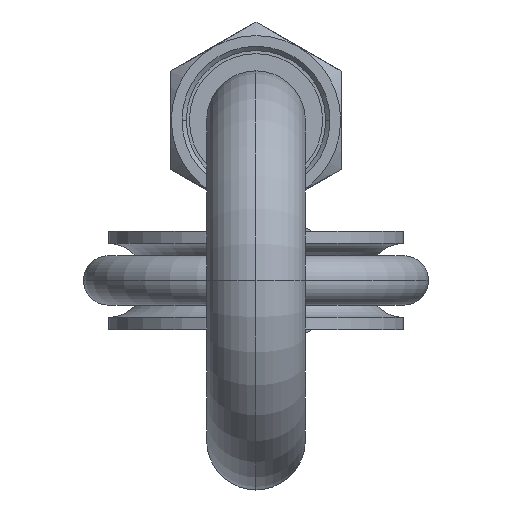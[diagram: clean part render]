
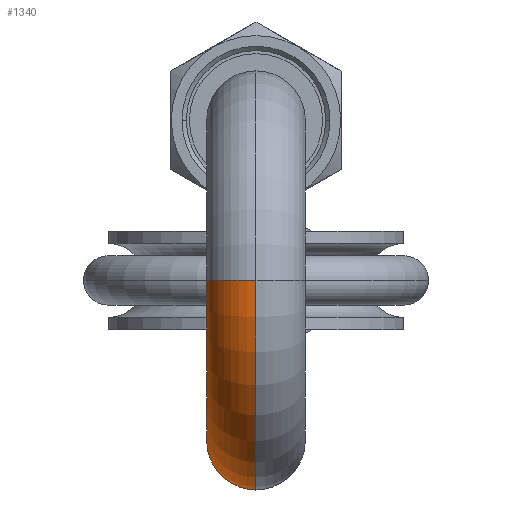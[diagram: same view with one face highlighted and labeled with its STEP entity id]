
A CAD part, left-side view. The second image highlights one B-rep face of the part: STEP entity #1340.
In plain terms, the highlighted toroidal (fillet/blend) face has major radius 13 mm and minor radius 4 mm.
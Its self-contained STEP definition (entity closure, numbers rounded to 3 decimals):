
#16 = EDGE_CURVE ( 'NONE', #3956, #1032, #1587, .T. ) ;
#217 = VERTEX_POINT ( 'NONE', #4005 ) ;
#248 = ORIENTED_EDGE ( 'NONE', *, *, #1728, .T. ) ;
#329 = TOROIDAL_SURFACE ( 'NONE', #1044, 13., 4. ) ;
#696 = VERTEX_POINT ( 'NONE', #1986 ) ;
#708 = CARTESIAN_POINT ( 'NONE',  ( -21., 0., 0. ) ) ;
#1030 = DIRECTION ( 'NONE',  ( 0., 0., -1. ) ) ;
#1032 = VERTEX_POINT ( 'NONE', #2242 ) ;
#1044 = AXIS2_PLACEMENT_3D ( 'NONE', #708, #1030, #4003 ) ;
#1196 = DIRECTION ( 'NONE',  ( -1., 0., 0. ) ) ;
#1236 = AXIS2_PLACEMENT_3D ( 'NONE', #3930, #4261, #2611 ) ;
#1295 = DIRECTION ( 'NONE',  ( 0., 0., -1. ) ) ;
#1340 = ADVANCED_FACE ( 'NONE', ( #1529 ), #329, .T. ) ;
#1506 = AXIS2_PLACEMENT_3D ( 'NONE', #1856, #2862, #2551 ) ;
#1529 = FACE_OUTER_BOUND ( 'NONE', #3806, .T. ) ;
#1587 = CIRCLE ( 'NONE', #1506, 4. ) ;
#1624 = EDGE_CURVE ( 'NONE', #1032, #696, #2848, .T. ) ;
#1728 = EDGE_CURVE ( 'NONE', #696, #217, #4248, .T. ) ;
#1856 = CARTESIAN_POINT ( 'NONE',  ( -21., -13., 0. ) ) ;
#1917 = ORIENTED_EDGE ( 'NONE', *, *, #16, .T. ) ;
#1986 = CARTESIAN_POINT ( 'NONE',  ( -38., 0., 0. ) ) ;
#2242 = CARTESIAN_POINT ( 'NONE',  ( -21., -17., 0. ) ) ;
#2551 = DIRECTION ( 'NONE',  ( 0., 0., -1. ) ) ;
#2558 = ORIENTED_EDGE ( 'NONE', *, *, #3682, .F. ) ;
#2569 = ORIENTED_EDGE ( 'NONE', *, *, #1624, .T. ) ;
#2611 = DIRECTION ( 'NONE',  ( -1., 0., 0. ) ) ;
#2613 = AXIS2_PLACEMENT_3D ( 'NONE', #2938, #2967, #1295 ) ;
#2735 = CARTESIAN_POINT ( 'NONE',  ( -21., -9., 0. ) ) ;
#2754 = AXIS2_PLACEMENT_3D ( 'NONE', #3775, #3804, #1196 ) ;
#2848 = CIRCLE ( 'NONE', #2754, 17. ) ;
#2862 = DIRECTION ( 'NONE',  ( -1., 0., 0. ) ) ;
#2938 = CARTESIAN_POINT ( 'NONE',  ( -34., 0., 0. ) ) ;
#2967 = DIRECTION ( 'NONE',  ( 0., -1., 0. ) ) ;
#3565 = CIRCLE ( 'NONE', #1236, 9. ) ;
#3682 = EDGE_CURVE ( 'NONE', #3956, #217, #3565, .T. ) ;
#3775 = CARTESIAN_POINT ( 'NONE',  ( -21., 0., 0. ) ) ;
#3804 = DIRECTION ( 'NONE',  ( 0., 0., -1. ) ) ;
#3806 = EDGE_LOOP ( 'NONE', ( #1917, #2569, #248, #2558 ) ) ;
#3930 = CARTESIAN_POINT ( 'NONE',  ( -21., 0., 0. ) ) ;
#3956 = VERTEX_POINT ( 'NONE', #2735 ) ;
#4003 = DIRECTION ( 'NONE',  ( -1., 0., 0. ) ) ;
#4005 = CARTESIAN_POINT ( 'NONE',  ( -30., 0., 0. ) ) ;
#4248 = CIRCLE ( 'NONE', #2613, 4. ) ;
#4261 = DIRECTION ( 'NONE',  ( 0., 0., -1. ) ) ;
